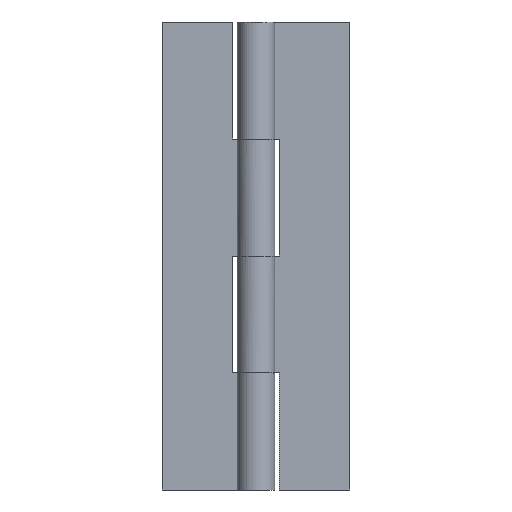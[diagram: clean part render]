
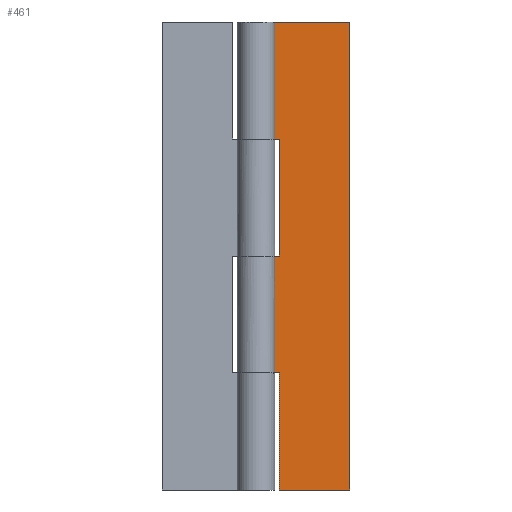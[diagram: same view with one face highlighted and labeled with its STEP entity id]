
A CAD part, front view. The second image highlights one B-rep face of the part: STEP entity #461.
In plain terms, the highlighted free-form (B-spline) face has degree [1, 1] with [2, 2] control points.
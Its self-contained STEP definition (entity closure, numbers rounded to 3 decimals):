
#58=CARTESIAN_POINT('',(2.5,1.0,37.5));
#59=VERTEX_POINT('',#58);
#65=CARTESIAN_POINT('',(0.,1.0,37.5));
#66=VERTEX_POINT('',#65);
#67=CARTESIAN_POINT('',(0.,1.0,37.5));
#68=CARTESIAN_POINT('',(2.5,1.0,37.5));
#69=QUASI_UNIFORM_CURVE('',1,(#67,#68),.UNSPECIFIED.,.F.,.U.);
#70=EDGE_CURVE('',#66,#59,#69,.T.);
#157=CARTESIAN_POINT('',(0.,1.0,25.0));
#158=VERTEX_POINT('',#157);
#178=CARTESIAN_POINT('',(2.5,1.0,25.0));
#179=VERTEX_POINT('',#178);
#180=CARTESIAN_POINT('',(2.5,1.0,25.0));
#181=CARTESIAN_POINT('',(0.,1.0,25.0));
#182=QUASI_UNIFORM_CURVE('',1,(#180,#181),.UNSPECIFIED.,.F.,.U.);
#183=EDGE_CURVE('',#179,#158,#182,.T.);
#212=CARTESIAN_POINT('',(2.5,1.0,37.5));
#213=CARTESIAN_POINT('',(2.5,1.0,25.0));
#214=QUASI_UNIFORM_CURVE('',1,(#212,#213),.UNSPECIFIED.,.F.,.U.);
#215=EDGE_CURVE('',#59,#179,#214,.T.);
#225=CARTESIAN_POINT('',(2.5,1.0,12.5));
#226=VERTEX_POINT('',#225);
#241=CARTESIAN_POINT('',(2.5,1.0,0.0));
#242=VERTEX_POINT('',#241);
#248=CARTESIAN_POINT('',(2.5,1.0,12.5));
#249=CARTESIAN_POINT('',(2.5,1.0,0.0));
#250=QUASI_UNIFORM_CURVE('',1,(#248,#249),.UNSPECIFIED.,.F.,.U.);
#251=EDGE_CURVE('',#226,#242,#250,.T.);
#269=CARTESIAN_POINT('',(0.,1.0,12.5));
#270=VERTEX_POINT('',#269);
#271=CARTESIAN_POINT('',(0.,1.0,12.5));
#272=CARTESIAN_POINT('',(2.5,1.0,12.5));
#273=QUASI_UNIFORM_CURVE('',1,(#271,#272),.UNSPECIFIED.,.F.,.U.);
#274=EDGE_CURVE('',#270,#226,#273,.T.);
#331=CARTESIAN_POINT('',(10.0,1.0,0.0));
#332=VERTEX_POINT('',#331);
#333=CARTESIAN_POINT('',(2.5,1.0,0.0));
#334=CARTESIAN_POINT('',(10.0,1.0,0.0));
#335=QUASI_UNIFORM_CURVE('',1,(#333,#334),.UNSPECIFIED.,.F.,.U.);
#336=EDGE_CURVE('',#242,#332,#335,.T.);
#359=CARTESIAN_POINT('',(0.,1.0,50.0));
#360=VERTEX_POINT('',#359);
#382=CARTESIAN_POINT('',(10.0,1.0,50.0));
#383=VERTEX_POINT('',#382);
#384=CARTESIAN_POINT('',(0.,1.0,50.0));
#385=CARTESIAN_POINT('',(10.0,1.0,50.0));
#386=QUASI_UNIFORM_CURVE('',1,(#384,#385),.UNSPECIFIED.,.F.,.U.);
#387=EDGE_CURVE('',#360,#383,#386,.T.);
#432=CARTESIAN_POINT('',(-0.499,1.0,-2.497));
#433=CARTESIAN_POINT('',(-0.499,1.0,52.498));
#434=CARTESIAN_POINT('',(10.5,1.0,-2.497));
#435=CARTESIAN_POINT('',(10.5,1.0,52.498));
#436=B_SPLINE_SURFACE_WITH_KNOTS('',1,1,((#432,#434),(#433,#435)),.UNSPECIFIED.,.F.,.F.,.U.,(2,2),(2,2),(0.0,54.995),(0.0,10.999),.UNSPECIFIED.);
#437=ORIENTED_EDGE('',*,*,#215,.T.);
#438=ORIENTED_EDGE('',*,*,#183,.T.);
#439=CARTESIAN_POINT('',(0.,1.0,25.0));
#440=CARTESIAN_POINT('',(0.,1.0,12.5));
#441=QUASI_UNIFORM_CURVE('',1,(#439,#440),.UNSPECIFIED.,.F.,.U.);
#442=EDGE_CURVE('',#158,#270,#441,.T.);
#443=ORIENTED_EDGE('',*,*,#442,.T.);
#444=ORIENTED_EDGE('',*,*,#274,.T.);
#445=ORIENTED_EDGE('',*,*,#251,.T.);
#446=ORIENTED_EDGE('',*,*,#336,.T.);
#447=CARTESIAN_POINT('',(10.0,1.0,50.0));
#448=CARTESIAN_POINT('',(10.0,1.0,0.0));
#449=QUASI_UNIFORM_CURVE('',1,(#447,#448),.UNSPECIFIED.,.F.,.U.);
#450=EDGE_CURVE('',#383,#332,#449,.T.);
#451=ORIENTED_EDGE('',*,*,#450,.F.);
#452=ORIENTED_EDGE('',*,*,#387,.F.);
#453=CARTESIAN_POINT('',(0.,1.0,50.0));
#454=CARTESIAN_POINT('',(0.,1.0,37.5));
#455=QUASI_UNIFORM_CURVE('',1,(#453,#454),.UNSPECIFIED.,.F.,.U.);
#456=EDGE_CURVE('',#360,#66,#455,.T.);
#457=ORIENTED_EDGE('',*,*,#456,.T.);
#458=ORIENTED_EDGE('',*,*,#70,.T.);
#459=EDGE_LOOP('',(#437,#438,#443,#444,#445,#446,#451,#452,#457,#458));
#460=FACE_OUTER_BOUND('',#459,.T.);
#461=ADVANCED_FACE('',(#460),#436,.F.);
